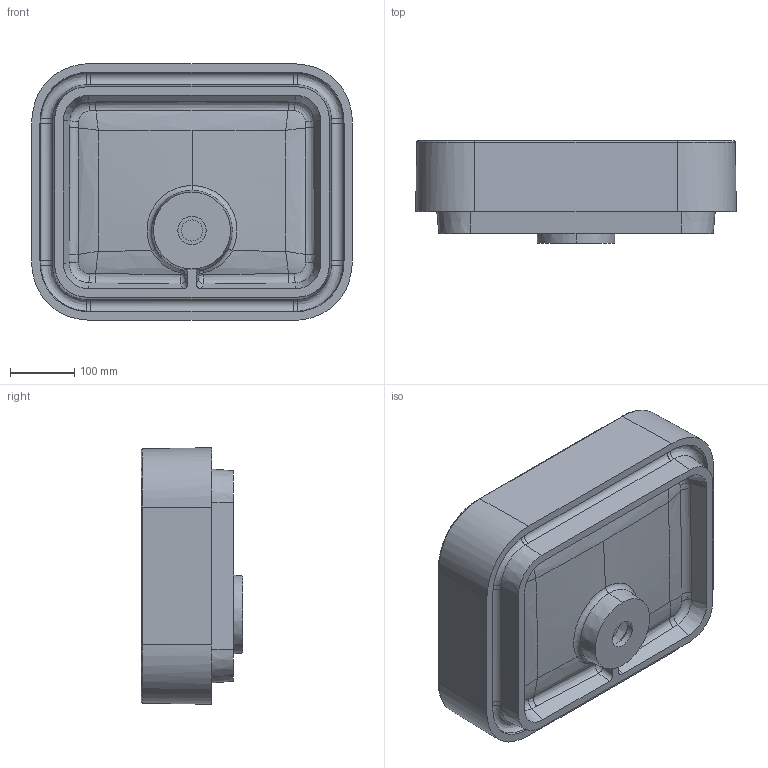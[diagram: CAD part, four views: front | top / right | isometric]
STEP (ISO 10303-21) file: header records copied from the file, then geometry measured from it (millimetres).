
FILE_DESCRIPTION (( 'STEP AP203' ), '1' );
FILE_NAME ('6301720510 WB MARMY NEMO 50x40 15.STEP', '2021-10-12T13:37:15', ( '' ), ( '' ), 'SwSTEP 2.0', 'SolidWorks 2019', '' );
FILE_SCHEMA (( 'CONFIG_CONTROL_DESIGN' ));
Length unit declared in the file: millimetre
Products named in the file (1): 6301720510 WB MARMY NEMO 50x40 15
Bounding box: 500 x 159 x 400 mm (x, y, z)
Volume: 8427667.8 mm3; surface area: 767588.4 mm2
Topology: 2 solids, 2 shells, 160 faces, 368 edges, 214 vertices
Faces by surface type: bspline 77, plane 29, cone 22, cylinder 18, torus 11, sphere 3
Entity records: 18920 total; most frequent: CARTESIAN_POINT 15851, ORIENTED_EDGE 730, DIRECTION 451, EDGE_CURVE 365, VERTEX_POINT 212, AXIS2_PLACEMENT_3D 174, EDGE_LOOP 165, FACE_OUTER_BOUND 160
